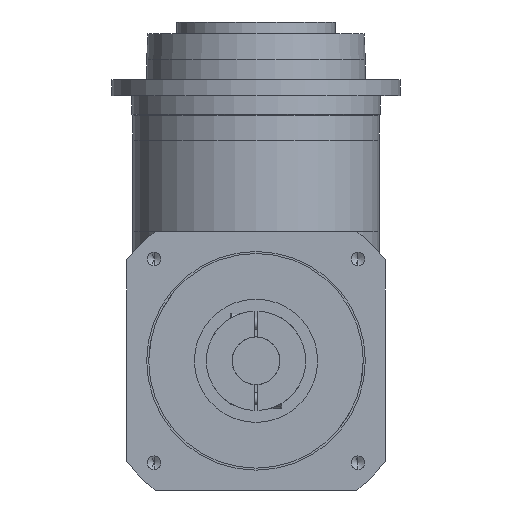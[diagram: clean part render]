
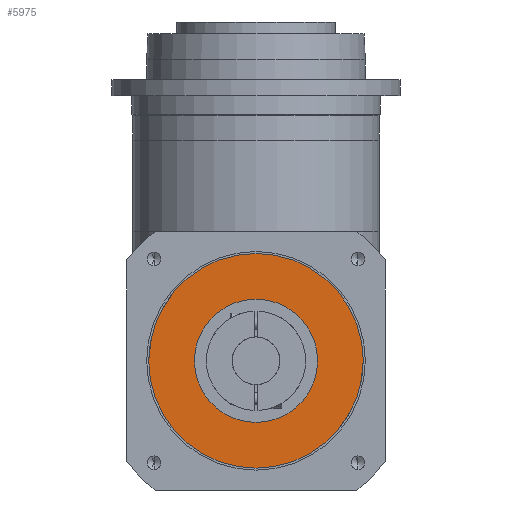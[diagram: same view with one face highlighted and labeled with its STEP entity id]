
A CAD part, front view. The second image highlights one B-rep face of the part: STEP entity #5975.
In plain terms, the highlighted planar face has unit normal (0, -1, 0).
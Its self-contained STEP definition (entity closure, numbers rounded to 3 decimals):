
#466 = DIRECTION ( 'NONE',  ( 0., 0., 1. ) ) ;
#510 = DIRECTION ( 'NONE',  ( 0., 0., 1. ) ) ;
#569 = DIRECTION ( 'NONE',  ( 0., 1., 0. ) ) ;
#821 = DIRECTION ( 'NONE',  ( 0., 1., 0. ) ) ;
#839 = CARTESIAN_POINT ( 'NONE',  ( 0., -101., -120. ) ) ;
#1167 = CARTESIAN_POINT ( 'NONE',  ( 0., -101., -12. ) ) ;
#1308 = DIRECTION ( 'NONE',  ( 0., -1., 0. ) ) ;
#1550 = EDGE_CURVE ( 'NONE', #6261, #6440, #7214, .T. ) ;
#1935 = CIRCLE ( 'NONE', #6305, 54. ) ;
#1945 = FACE_OUTER_BOUND ( 'NONE', #6396, .T. ) ;
#2178 = CARTESIAN_POINT ( 'NONE',  ( 0., -101., -97. ) ) ;
#2940 = CARTESIAN_POINT ( 'NONE',  ( 0., -101., -35. ) ) ;
#3353 = AXIS2_PLACEMENT_3D ( 'NONE', #7694, #4115, #510 ) ;
#3423 = ORIENTED_EDGE ( 'NONE', *, *, #7196, .T. ) ;
#3479 = ORIENTED_EDGE ( 'NONE', *, *, #6431, .F. ) ;
#3727 = FACE_BOUND ( 'NONE', #4746, .T. ) ;
#3783 = ORIENTED_EDGE ( 'NONE', *, *, #1550, .T. ) ;
#4064 = DIRECTION ( 'NONE',  ( 0., 1., 0. ) ) ;
#4115 = DIRECTION ( 'NONE',  ( 0., 1., 0. ) ) ;
#4164 = CARTESIAN_POINT ( 'NONE',  ( 0., -101., -66. ) ) ;
#4250 = AXIS2_PLACEMENT_3D ( 'NONE', #7646, #4064, #466 ) ;
#4287 = CARTESIAN_POINT ( 'NONE',  ( 0., -101., -120. ) ) ;
#4401 = CARTESIAN_POINT ( 'NONE',  ( 0., -101., -66. ) ) ;
#4574 = CIRCLE ( 'NONE', #6395, 54. ) ;
#4746 = EDGE_LOOP ( 'NONE', ( #3423, #3783 ) ) ;
#4753 = DIRECTION ( 'NONE',  ( 0., 0., 1. ) ) ;
#4894 = PLANE ( 'NONE',  #6196 ) ;
#4934 = EDGE_CURVE ( 'NONE', #5771, #5470, #4574, .T. ) ;
#5013 = DIRECTION ( 'NONE',  ( 0., 0., 1. ) ) ;
#5223 = CIRCLE ( 'NONE', #4250, 31. ) ;
#5470 = VERTEX_POINT ( 'NONE', #1167 ) ;
#5500 = DIRECTION ( 'NONE',  ( 0., 0., -1. ) ) ;
#5771 = VERTEX_POINT ( 'NONE', #839 ) ;
#5975 = ADVANCED_FACE ( 'NONE', ( #3727, #1945 ), #4894, .T. ) ;
#6196 = AXIS2_PLACEMENT_3D ( 'NONE', #4287, #1308, #5500 ) ;
#6261 = VERTEX_POINT ( 'NONE', #2178 ) ;
#6305 = AXIS2_PLACEMENT_3D ( 'NONE', #4164, #569, #4753 ) ;
#6395 = AXIS2_PLACEMENT_3D ( 'NONE', #4401, #821, #5013 ) ;
#6396 = EDGE_LOOP ( 'NONE', ( #3479, #7421 ) ) ;
#6431 = EDGE_CURVE ( 'NONE', #5470, #5771, #1935, .T. ) ;
#6440 = VERTEX_POINT ( 'NONE', #2940 ) ;
#7196 = EDGE_CURVE ( 'NONE', #6440, #6261, #5223, .T. ) ;
#7214 = CIRCLE ( 'NONE', #3353, 31. ) ;
#7421 = ORIENTED_EDGE ( 'NONE', *, *, #4934, .F. ) ;
#7646 = CARTESIAN_POINT ( 'NONE',  ( 0., -101., -66. ) ) ;
#7694 = CARTESIAN_POINT ( 'NONE',  ( 0., -101., -66. ) ) ;
